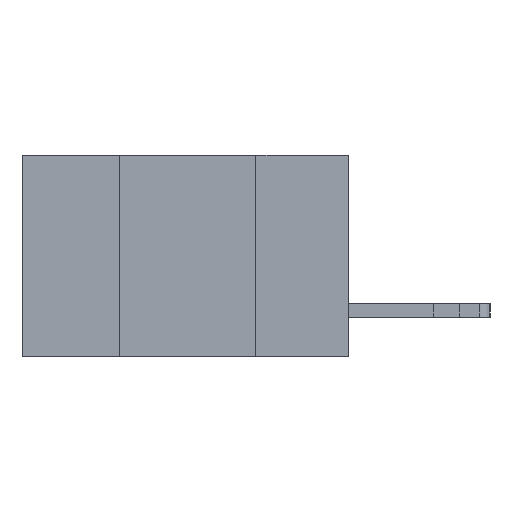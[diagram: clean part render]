
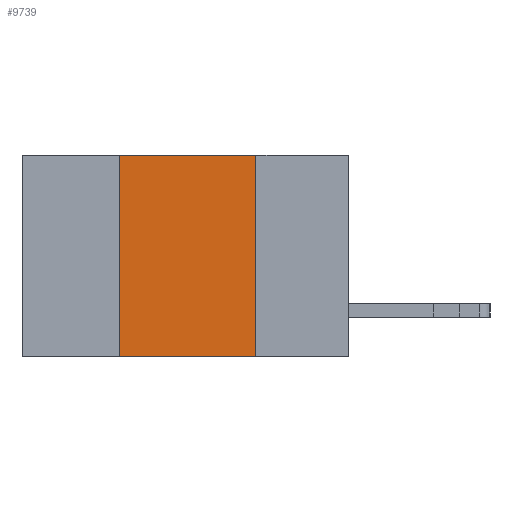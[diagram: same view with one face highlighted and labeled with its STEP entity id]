
A CAD part, left-side view. The second image highlights one B-rep face of the part: STEP entity #9739.
In plain terms, the highlighted planar face has unit normal (-1, 0, 0).
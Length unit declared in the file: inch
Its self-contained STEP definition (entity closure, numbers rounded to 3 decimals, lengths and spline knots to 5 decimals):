
#285 = PLANE ( 'NONE',  #3535 ) ;
#686 = EDGE_CURVE ( 'NONE', #3750, #8931, #12234, .T. ) ;
#949 = CARTESIAN_POINT ( 'NONE',  ( 0., 0.42, 0. ) ) ;
#1003 = ORIENTED_EDGE ( 'NONE', *, *, #12422, .F. ) ;
#1508 = DIRECTION ( 'NONE',  ( 0., 0., -1. ) ) ;
#1576 = DIRECTION ( 'NONE',  ( 0., -1., 0. ) ) ;
#1795 = CARTESIAN_POINT ( 'NONE',  ( 0., 0.6, 0. ) ) ;
#3170 = VECTOR ( 'NONE', #1576, 39.37008 ) ;
#3535 = AXIS2_PLACEMENT_3D ( 'NONE', #12118, #8618, #1508 ) ;
#3559 = CARTESIAN_POINT ( 'NONE',  ( 0., 0.17, -0.37 ) ) ;
#3750 = VERTEX_POINT ( 'NONE', #4827 ) ;
#3836 = VECTOR ( 'NONE', #15121, 39.37008 ) ;
#4175 = DIRECTION ( 'NONE',  ( 0., -1., 0. ) ) ;
#4827 = CARTESIAN_POINT ( 'NONE',  ( 0., 0.42, -0.37 ) ) ;
#6144 = FACE_OUTER_BOUND ( 'NONE', #14896, .T. ) ;
#6454 = ORIENTED_EDGE ( 'NONE', *, *, #686, .T. ) ;
#6485 = EDGE_CURVE ( 'NONE', #14838, #7559, #9899, .T. ) ;
#6550 = CARTESIAN_POINT ( 'NONE',  ( 0., 0.42, 0. ) ) ;
#6701 = VECTOR ( 'NONE', #4175, 39.37008 ) ;
#6964 = LINE ( 'NONE', #949, #3836 ) ;
#7559 = VERTEX_POINT ( 'NONE', #9314 ) ;
#7998 = CARTESIAN_POINT ( 'NONE',  ( 0., 0.17, 0. ) ) ;
#8532 = VECTOR ( 'NONE', #10416, 39.37008 ) ;
#8618 = DIRECTION ( 'NONE',  ( 1., 0., 0. ) ) ;
#8931 = VERTEX_POINT ( 'NONE', #3559 ) ;
#9314 = CARTESIAN_POINT ( 'NONE',  ( 0., 0.17, 0. ) ) ;
#9739 = ADVANCED_FACE ( 'NONE', ( #6144 ), #285, .F. ) ;
#9899 = LINE ( 'NONE', #1795, #6701 ) ;
#10416 = DIRECTION ( 'NONE',  ( 0., 0., -1. ) ) ;
#11217 = ORIENTED_EDGE ( 'NONE', *, *, #6485, .F. ) ;
#11820 = CARTESIAN_POINT ( 'NONE',  ( 0., 0.6, -0.37 ) ) ;
#12118 = CARTESIAN_POINT ( 'NONE',  ( 0., 0.6, 0. ) ) ;
#12234 = LINE ( 'NONE', #11820, #3170 ) ;
#12422 = EDGE_CURVE ( 'NONE', #3750, #14838, #6964, .T. ) ;
#13644 = ORIENTED_EDGE ( 'NONE', *, *, #15016, .F. ) ;
#14746 = LINE ( 'NONE', #7998, #8532 ) ;
#14838 = VERTEX_POINT ( 'NONE', #6550 ) ;
#14896 = EDGE_LOOP ( 'NONE', ( #13644, #11217, #1003, #6454 ) ) ;
#15016 = EDGE_CURVE ( 'NONE', #7559, #8931, #14746, .T. ) ;
#15121 = DIRECTION ( 'NONE',  ( 0., 0., 1. ) ) ;
